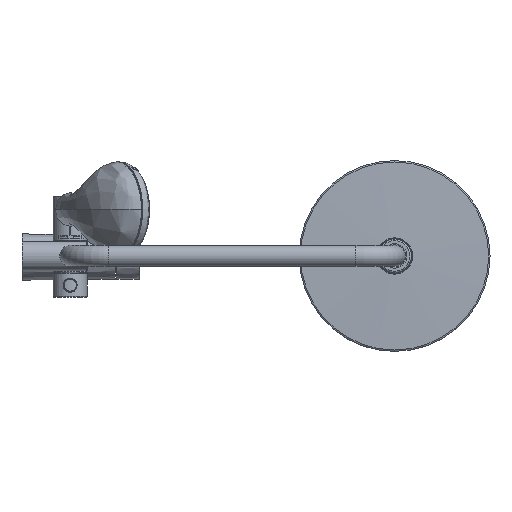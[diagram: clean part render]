
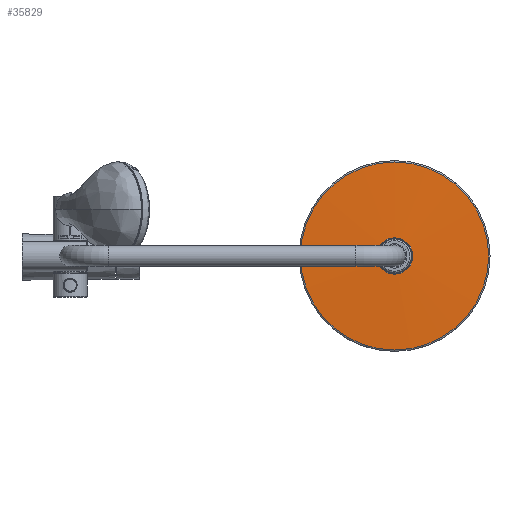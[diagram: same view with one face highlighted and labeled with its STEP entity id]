
A CAD part, top view. The second image highlights one B-rep face of the part: STEP entity #35829.
In plain terms, the highlighted spherical face has radius 2500 mm.
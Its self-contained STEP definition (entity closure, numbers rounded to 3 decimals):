
#3349=SPHERICAL_SURFACE('',#40961,2500.);
#5055=ORIENTED_EDGE('',*,*,#12704,.F.);
#5056=ORIENTED_EDGE('',*,*,#12705,.F.);
#5057=ORIENTED_EDGE('',*,*,#12706,.F.);
#12704=EDGE_CURVE('',#19577,#19577,#26015,.T.);
#12705=EDGE_CURVE('',#19578,#19579,#26016,.T.);
#12706=EDGE_CURVE('',#19579,#19578,#26017,.T.);
#19577=VERTEX_POINT('',#61365);
#19578=VERTEX_POINT('',#61368);
#19579=VERTEX_POINT('',#61369);
#26015=CIRCLE('',#40960,18.992);
#26016=CIRCLE('',#40962,98.559);
#26017=CIRCLE('',#40963,98.559);
#30736=EDGE_LOOP('',(#5055));
#30737=EDGE_LOOP('',(#5056,#5057));
#33388=FACE_BOUND('',#30736,.T.);
#33389=FACE_BOUND('',#30737,.T.);
#35829=ADVANCED_FACE('',(#33388,#33389),#3349,.T.);
#40960=AXIS2_PLACEMENT_3D('',#61364,#47608,#47609);
#40961=AXIS2_PLACEMENT_3D('',#61366,#47610,#47611);
#40962=AXIS2_PLACEMENT_3D('',#61367,#47612,#47613);
#40963=AXIS2_PLACEMENT_3D('',#61370,#47614,#47615);
#47608=DIRECTION('',(0.,0.,1.));
#47609=DIRECTION('',(-1.,0.,0.));
#47610=DIRECTION('',(0.,0.,-1.));
#47611=DIRECTION('',(0.,-1.,0.));
#47612=DIRECTION('',(0.,0.,-1.));
#47613=DIRECTION('',(0.005,-1.,0.));
#47614=DIRECTION('',(0.,0.,-1.));
#47615=DIRECTION('',(-1.,0.,0.));
#61364=CARTESIAN_POINT('',(340.05,0.,642.171));
#61365=CARTESIAN_POINT('',(321.058,0.,642.171));
#61366=CARTESIAN_POINT('',(340.05,0.,-1857.757));
#61367=CARTESIAN_POINT('',(340.05,0.,640.299));
#61368=CARTESIAN_POINT('',(340.05,98.559,640.299));
#61369=CARTESIAN_POINT('',(241.491,0.,640.299));
#61370=CARTESIAN_POINT('',(340.05,0.,640.299));
